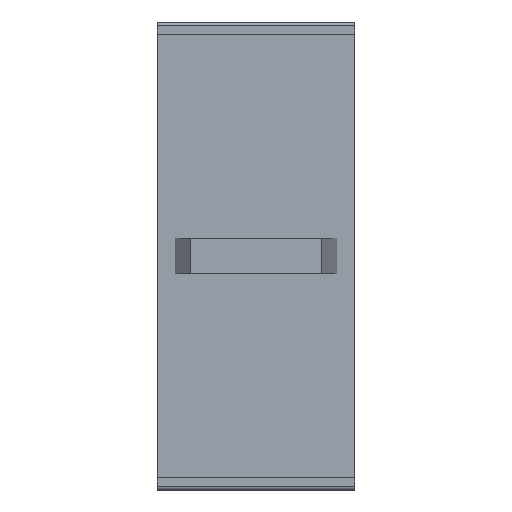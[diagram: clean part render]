
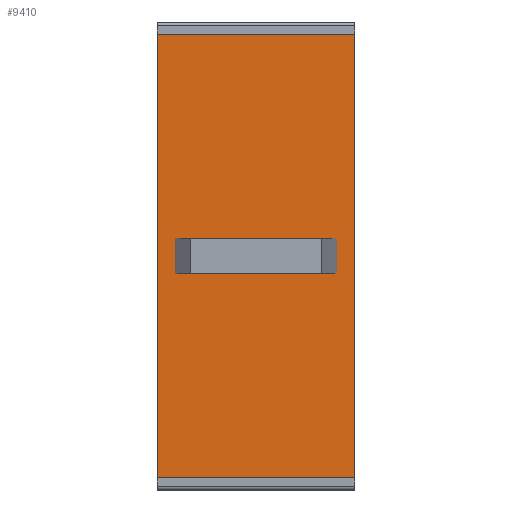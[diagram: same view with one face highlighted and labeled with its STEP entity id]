
A CAD part, top view. The second image highlights one B-rep face of the part: STEP entity #9410.
In plain terms, the highlighted face is planar.
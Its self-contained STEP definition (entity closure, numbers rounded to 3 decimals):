
#930=CARTESIAN_POINT('',(52.828,55.902,0.));
#940=VERTEX_POINT('',#930);
#970=CARTESIAN_POINT('',(61.578,55.902,0.));
#980=DIRECTION('',(1.,0.,0.));
#990=VECTOR('',#980,1.);
#1000=LINE('',#970,#990);
#1010=CARTESIAN_POINT('',(65.428,55.902,0.));
#1020=VERTEX_POINT('',#1010);
#1030=EDGE_CURVE('',#940,#1020,#1000,.T.);
#3210=CARTESIAN_POINT('',(52.828,55.902,5.6));
#3220=VERTEX_POINT('',#3210);
#3250=CARTESIAN_POINT('',(52.828,55.902,0.));
#3260=DIRECTION('',(0.,0.,-1.));
#3270=VECTOR('',#3260,1.);
#3280=LINE('',#3250,#3270);
#3290=EDGE_CURVE('',#3220,#940,#3280,.T.);
#4820=CARTESIAN_POINT('',(65.428,55.902,5.6));
#4830=VERTEX_POINT('',#4820);
#4880=CARTESIAN_POINT('',(65.428,55.902,0.));
#4890=DIRECTION('',(0.,0.,-1.));
#4900=VECTOR('',#4890,1.);
#4910=LINE('',#4880,#4900);
#4920=EDGE_CURVE('',#4830,#1020,#4910,.T.);
#8610=CARTESIAN_POINT('',(61.578,55.902,5.6));
#8620=DIRECTION('',(1.,0.,0.));
#8630=VECTOR('',#8620,1.);
#8640=LINE('',#8610,#8630);
#8650=EDGE_CURVE('',#3220,#4830,#8640,.T.);
#8960=CARTESIAN_POINT('',(58.628,55.902,0.));
#8970=DIRECTION('',(0.,-1.,-0.));
#8980=DIRECTION('',(-1.,0.,0.));
#8990=AXIS2_PLACEMENT_3D('',#8960,#8970,#8980);
#9000=PLANE('',#8990);
#9010=CARTESIAN_POINT('',(61.578,55.902,5.1));
#9020=DIRECTION('',(1.,0.,0.));
#9030=VECTOR('',#9020,1.);
#9040=LINE('',#9010,#9030);
#9050=CARTESIAN_POINT('',(58.628,55.902,5.1));
#9060=VERTEX_POINT('',#9050);
#9070=CARTESIAN_POINT('',(59.628,55.902,5.1));
#9080=VERTEX_POINT('',#9070);
#9090=EDGE_CURVE('',#9060,#9080,#9040,.T.);
#9100=ORIENTED_EDGE('',*,*,#9090,.T.);
#9110=CARTESIAN_POINT('',(58.628,55.902,0.));
#9120=DIRECTION('',(0.,0.,1.));
#9130=VECTOR('',#9120,1.);
#9140=LINE('',#9110,#9130);
#9150=CARTESIAN_POINT('',(58.628,55.902,
0.5));
#9160=VERTEX_POINT('',#9150);
#9170=EDGE_CURVE('',#9160,#9060,#9140,.T.);
#9180=ORIENTED_EDGE('',*,*,#9170,.T.);
#9190=CARTESIAN_POINT('',(61.578,55.902,
0.5));
#9200=DIRECTION('',(-1.,0.,0.));
#9210=VECTOR('',#9200,1.);
#9220=LINE('',#9190,#9210);
#9230=CARTESIAN_POINT('',(59.628,55.902,
0.5));
#9240=VERTEX_POINT('',#9230);
#9250=EDGE_CURVE('',#9240,#9160,#9220,.T.);
#9260=ORIENTED_EDGE('',*,*,#9250,.T.);
#9270=CARTESIAN_POINT('',(59.628,55.902,0.));
#9280=DIRECTION('',(0.,0.,1.));
#9290=VECTOR('',#9280,1.);
#9300=LINE('',#9270,#9290);
#9310=EDGE_CURVE('',#9240,#9080,#9300,.T.);
#9320=ORIENTED_EDGE('',*,*,#9310,.F.);
#9330=EDGE_LOOP('',(#9320,#9260,#9180,#9100));
#9340=FACE_BOUND('',#9330,.T.);
#9350=ORIENTED_EDGE('',*,*,#1030,.T.);
#9360=ORIENTED_EDGE('',*,*,#3290,.T.);
#9370=ORIENTED_EDGE('',*,*,#8650,.F.);
#9380=ORIENTED_EDGE('',*,*,#4920,.F.);
#9390=EDGE_LOOP('',(#9380,#9370,#9360,#9350));
#9400=FACE_OUTER_BOUND('',#9390,.T.);
#9410=ADVANCED_FACE('',(#9340,#9400),#9000,.T.);
